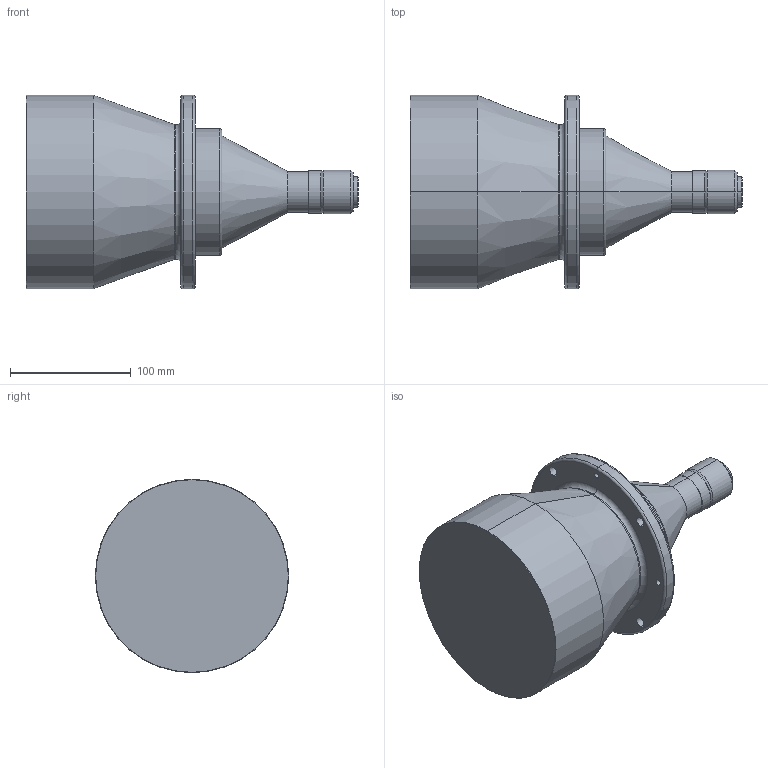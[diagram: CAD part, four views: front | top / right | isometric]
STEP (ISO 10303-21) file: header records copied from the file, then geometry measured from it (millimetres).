
FILE_DESCRIPTION (( 'STEP AP203' ), '1' );
FILE_NAME ('DTCM120-120H-AL.STEP', '2020-01-17T06:58:02', ( 'Windows 蚚誧' ), ( '' ), 'SwSTEP 2.0', 'SolidWorks 2017', '' );
FILE_SCHEMA (( 'CONFIG_CONTROL_DESIGN' ));
Length unit declared in the file: millimetre
Products named in the file (1): DTCM120-120H-AL
Bounding box: 274.6 x 160 x 160 mm (x, y, z)
Volume: 2819543 mm3; surface area: 136640.6 mm2
Topology: 1 solids, 1 shells, 60 faces, 134 edges, 82 vertices
Faces by surface type: cylinder 30, cone 12, torus 10, plane 8
Entity records: 1803 total; most frequent: DIRECTION 348, CARTESIAN_POINT 277, ORIENTED_EDGE 268, AXIS2_PLACEMENT_3D 153, EDGE_CURVE 134, CIRCLE 92, VERTEX_POINT 82, EDGE_LOOP 82
